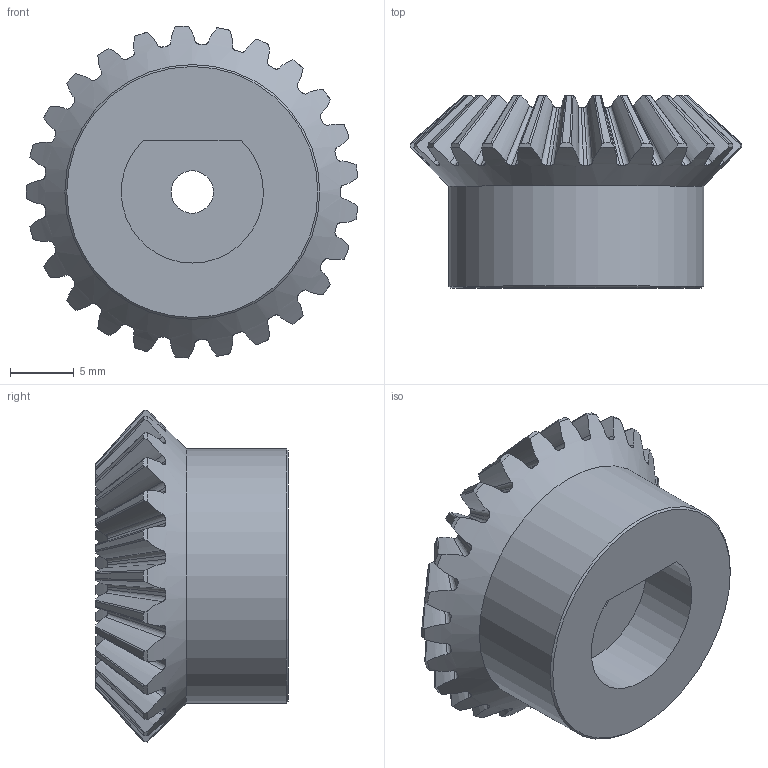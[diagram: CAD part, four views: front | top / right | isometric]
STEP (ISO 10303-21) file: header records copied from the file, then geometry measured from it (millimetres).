
FILE_DESCRIPTION(/* description */ (''),/* implementation_level */ '2;1');
FILE_NAME(/* name */ 'Arm Bevel v6.step',/* time_stamp */ '2024-04-16T13:16:53-04:00',/* author */ (''),/* organization */ (''),/* preprocessor_version */ 'ST-DEVELOPER v20',/* originating_system */ 'Autodesk Translation Framework v12.20.1.177',/* authorisation */ '');
FILE_SCHEMA (('AUTOMOTIVE_DESIGN { 1 0 10303 214 3 1 1 }'));
Length unit declared in the file: millimetre
Products named in the file (2): Arm Bevel; 2810N517_Plastic Miter Gear
Assembly tree (1 placements, depth 2):
  Arm Bevel
    2810N517_Plastic Miter Gear
Bounding box: 26.01 x 15.08 x 26.05 mm (x, y, z)
Volume: 4135.2 mm3; surface area: 2344.4 mm2
Topology: 1 solids, 1 shells, 262 faces, 774 edges, 516 vertices
Faces by surface type: bspline 175, plane 30, cylinder 29, cone 28
Full cylindrical faces by diameter (mm): 3.332 x1, 8.5 x1, 20 x1
Entity records: 14632 total; most frequent: CARTESIAN_POINT 8807, ORIENTED_EDGE 1548, EDGE_CURVE 774, DIRECTION 664, VERTEX_POINT 516, B_SPLINE_CURVE_WITH_KNOTS 427, EDGE_LOOP 266, FACE_OUTER_BOUND 262
